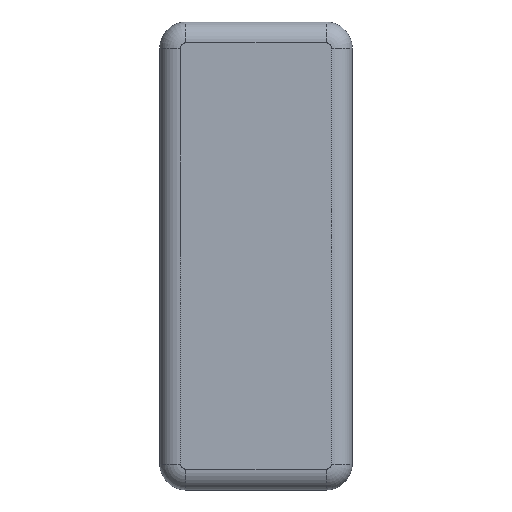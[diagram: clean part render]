
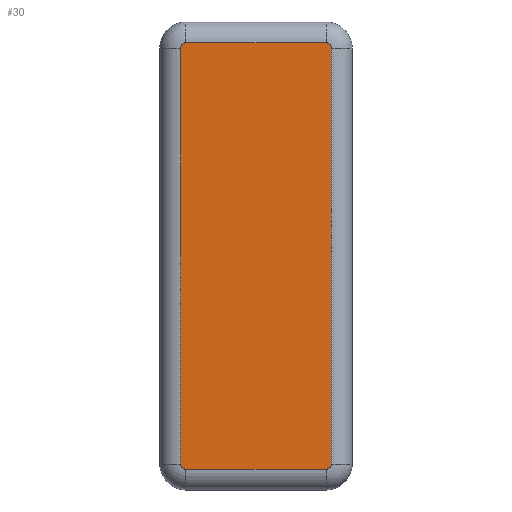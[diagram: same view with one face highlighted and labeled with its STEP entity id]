
A CAD part, front view. The second image highlights one B-rep face of the part: STEP entity #30.
In plain terms, the highlighted planar face has unit normal (0, -1, 0).
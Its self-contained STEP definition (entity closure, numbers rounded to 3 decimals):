
#8 = VERTEX_POINT ( 'NONE', #481 ) ;
#11 = EDGE_CURVE ( 'NONE', #8, #234, #478, .T. ) ;
#15 = EDGE_CURVE ( 'NONE', #213, #56, #470, .T. ) ;
#23 = ORIENTED_EDGE ( 'NONE', *, *, #15, .T. ) ;
#24 = ORIENTED_EDGE ( 'NONE', *, *, #31, .T. ) ;
#25 = VERTEX_POINT ( 'NONE', #434 ) ;
#30 = ADVANCED_FACE ( 'NONE', ( #466 ), #384, .T. ) ;
#31 = EDGE_CURVE ( 'NONE', #214, #25, #474, .T. ) ;
#32 = EDGE_CURVE ( 'NONE', #40, #25, #376, .T. ) ;
#40 = VERTEX_POINT ( 'NONE', #407 ) ;
#41 = ORIENTED_EDGE ( 'NONE', *, *, #32, .F. ) ;
#42 = ORIENTED_EDGE ( 'NONE', *, *, #43, .T. ) ;
#43 = EDGE_CURVE ( 'NONE', #40, #234, #422, .T. ) ;
#56 = VERTEX_POINT ( 'NONE', #496 ) ;
#59 = EDGE_LOOP ( 'NONE', ( #60, #23, #163, #24, #41, #42, #111, #175 ) ) ;
#60 = ORIENTED_EDGE ( 'NONE', *, *, #224, .F. ) ;
#111 = ORIENTED_EDGE ( 'NONE', *, *, #11, .F. ) ;
#163 = ORIENTED_EDGE ( 'NONE', *, *, #164, .F. ) ;
#164 = EDGE_CURVE ( 'NONE', #214, #56, #591, .T. ) ;
#175 = ORIENTED_EDGE ( 'NONE', *, *, #218, .T. ) ;
#184 = VERTEX_POINT ( 'NONE', #549 ) ;
#213 = VERTEX_POINT ( 'NONE', #852 ) ;
#214 = VERTEX_POINT ( 'NONE', #851 ) ;
#218 = EDGE_CURVE ( 'NONE', #8, #184, #723, .T. ) ;
#224 = EDGE_CURVE ( 'NONE', #213, #184, #726, .T. ) ;
#234 = VERTEX_POINT ( 'NONE', #819 ) ;
#370 = DIRECTION ( 'NONE',  ( 0., 0., -1. ) ) ;
#371 = DIRECTION ( 'NONE',  ( 0., 1., 0. ) ) ;
#376 = CIRCLE ( 'NONE', #380, 0.5 ) ;
#380 = AXIS2_PLACEMENT_3D ( 'NONE', #401, #371, #370 ) ;
#384 = PLANE ( 'NONE',  #468 ) ;
#396 = CARTESIAN_POINT ( 'NONE',  ( -7.25, 0., -22.5 ) ) ;
#398 = DIRECTION ( 'NONE',  ( 0., 0., -1. ) ) ;
#399 = DIRECTION ( 'NONE',  ( 0., -1., 0. ) ) ;
#400 = CARTESIAN_POINT ( 'NONE',  ( -9.25, 0., -22.5 ) ) ;
#401 = CARTESIAN_POINT ( 'NONE',  ( -6.75, 0., -20. ) ) ;
#407 = CARTESIAN_POINT ( 'NONE',  ( -6.75, 0., -20.5 ) ) ;
#419 = DIRECTION ( 'NONE',  ( 1., 0., 0. ) ) ;
#420 = VECTOR ( 'NONE', #419, 1000. ) ;
#421 = CARTESIAN_POINT ( 'NONE',  ( 9.25, 0., -20.5 ) ) ;
#422 = LINE ( 'NONE', #421, #420 ) ;
#434 = CARTESIAN_POINT ( 'NONE',  ( -7.25, 0., -20. ) ) ;
#435 = DIRECTION ( 'NONE',  ( -1., 0., 0. ) ) ;
#436 = VECTOR ( 'NONE', #435, 1000. ) ;
#437 = CARTESIAN_POINT ( 'NONE',  ( -9.25, 0., 20.5 ) ) ;
#454 = CARTESIAN_POINT ( 'NONE',  ( 6.75, 0., -20. ) ) ;
#457 = DIRECTION ( 'NONE',  ( 0., 0., -1. ) ) ;
#458 = DIRECTION ( 'NONE',  ( 0., 1., 0. ) ) ;
#459 = AXIS2_PLACEMENT_3D ( 'NONE', #454, #458, #457 ) ;
#466 = FACE_OUTER_BOUND ( 'NONE', #59, .T. ) ;
#468 = AXIS2_PLACEMENT_3D ( 'NONE', #400, #399, #398 ) ;
#470 = LINE ( 'NONE', #437, #436 ) ;
#472 = DIRECTION ( 'NONE',  ( 0., 0., -1. ) ) ;
#473 = VECTOR ( 'NONE', #472, 1000. ) ;
#474 = LINE ( 'NONE', #396, #473 ) ;
#478 = CIRCLE ( 'NONE', #459, 0.5 ) ;
#481 = CARTESIAN_POINT ( 'NONE',  ( 7.25, 0., -20. ) ) ;
#496 = CARTESIAN_POINT ( 'NONE',  ( -6.75, 0., 20.5 ) ) ;
#549 = CARTESIAN_POINT ( 'NONE',  ( 7.25, 0., 20. ) ) ;
#591 = CIRCLE ( 'NONE', #668, 0.5 ) ;
#639 = DIRECTION ( 'NONE',  ( 0., 0., -1. ) ) ;
#644 = CARTESIAN_POINT ( 'NONE',  ( -6.75, 0., 20. ) ) ;
#668 = AXIS2_PLACEMENT_3D ( 'NONE', #644, #707, #639 ) ;
#707 = DIRECTION ( 'NONE',  ( 0., 1., 0. ) ) ;
#723 = LINE ( 'NONE', #770, #769 ) ;
#726 = CIRCLE ( 'NONE', #821, 0.5 ) ;
#768 = DIRECTION ( 'NONE',  ( 0., 0., 1. ) ) ;
#769 = VECTOR ( 'NONE', #768, 1000. ) ;
#770 = CARTESIAN_POINT ( 'NONE',  ( 7.25, 0., 22.5 ) ) ;
#800 = DIRECTION ( 'NONE',  ( 0., 0., -1. ) ) ;
#801 = DIRECTION ( 'NONE',  ( 0., 1., 0. ) ) ;
#819 = CARTESIAN_POINT ( 'NONE',  ( 6.75, 0., -20.5 ) ) ;
#821 = AXIS2_PLACEMENT_3D ( 'NONE', #853, #801, #800 ) ;
#851 = CARTESIAN_POINT ( 'NONE',  ( -7.25, 0., 20. ) ) ;
#852 = CARTESIAN_POINT ( 'NONE',  ( 6.75, 0., 20.5 ) ) ;
#853 = CARTESIAN_POINT ( 'NONE',  ( 6.75, 0., 20. ) ) ;
